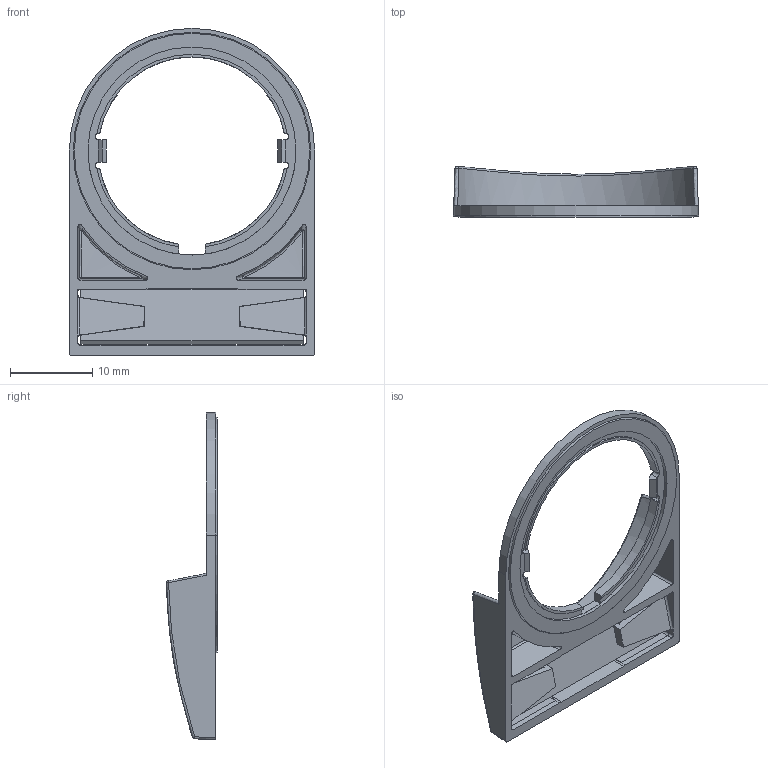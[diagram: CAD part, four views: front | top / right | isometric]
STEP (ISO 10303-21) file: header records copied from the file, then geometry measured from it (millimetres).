
FILE_DESCRIPTION((''),'2;1');
FILE_NAME('FRAME_LEGEND_PLATE_ASM_ASM','2013-09-24T',('wwhu'),('Rockwell Automation'),'PRO/ENGINEER BY PARAMETRIC TECHNOLOGY CORPORATION, 2010140','PRO/ENGINEER BY PARAMETRIC TECHNOLOGY CORPORATION, 2010140','');
FILE_SCHEMA(('CONFIG_CONTROL_DESIGN'));
Length unit declared in the file: millimetre
Products named in the file (3): FRAME; LEGEND_PLATE; FRAME_LEGEND_PLATE_ASM_ASM
Assembly tree (2 placements, depth 2):
  FRAME_LEGEND_PLATE_ASM_ASM
    FRAME
    LEGEND_PLATE
Bounding box: 29.78 x 6.17 x 39.73 mm (x, y, z)
Volume: 1359.2 mm3; surface area: 2767.9 mm2
Topology: 2 solids, 2 shells, 188 faces, 460 edges, 280 vertices
Faces by surface type: plane 92, cylinder 46, bspline 27, sphere 12, cone 11
Entity records: 6749 total; most frequent: CARTESIAN_POINT 2573, ORIENTED_EDGE 920, DIRECTION 741, EDGE_CURVE 460, VERTEX_POINT 280, VECTOR 247, LINE 247, AXIS2_PLACEMENT_3D 247
